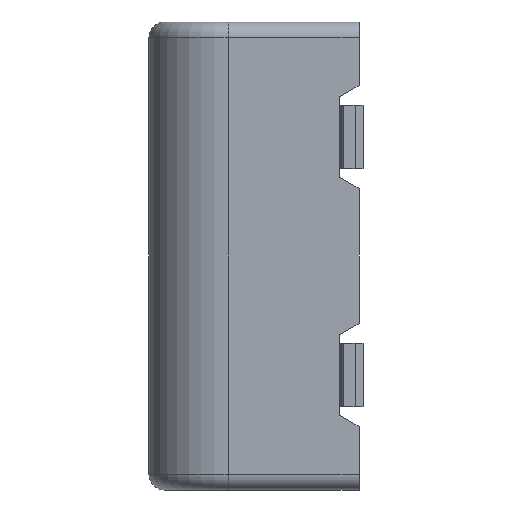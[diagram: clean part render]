
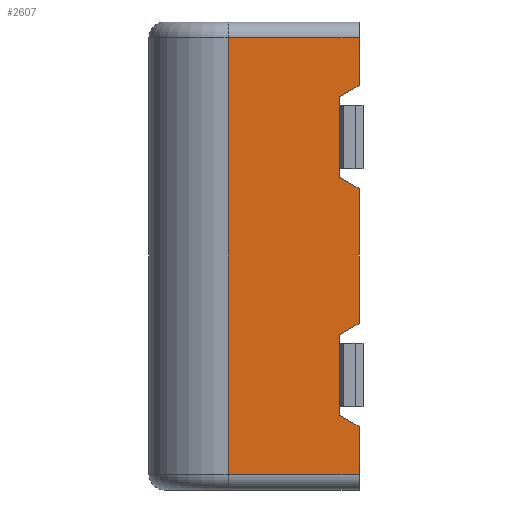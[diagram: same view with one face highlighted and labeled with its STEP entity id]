
A CAD part, left-side view. The second image highlights one B-rep face of the part: STEP entity #2607.
In plain terms, the highlighted planar face has unit normal (-1, 0, 0).
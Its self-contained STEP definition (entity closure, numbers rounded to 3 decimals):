
#40=PLANE('',#2743);
#297=ORIENTED_EDGE('',*,*,#737,.F.);
#298=ORIENTED_EDGE('',*,*,#829,.T.);
#299=ORIENTED_EDGE('',*,*,#825,.T.);
#300=ORIENTED_EDGE('',*,*,#830,.T.);
#301=ORIENTED_EDGE('',*,*,#744,.F.);
#302=ORIENTED_EDGE('',*,*,#820,.T.);
#303=ORIENTED_EDGE('',*,*,#779,.T.);
#304=ORIENTED_EDGE('',*,*,#818,.T.);
#305=ORIENTED_EDGE('',*,*,#742,.F.);
#306=ORIENTED_EDGE('',*,*,#824,.T.);
#307=ORIENTED_EDGE('',*,*,#761,.T.);
#308=ORIENTED_EDGE('',*,*,#822,.T.);
#737=EDGE_CURVE('',#1011,#1012,#1184,.T.);
#742=EDGE_CURVE('',#1016,#1017,#1189,.T.);
#744=EDGE_CURVE('',#1018,#1019,#1191,.T.);
#761=EDGE_CURVE('',#1036,#1035,#1207,.T.);
#779=EDGE_CURVE('',#1054,#1053,#1225,.T.);
#818=EDGE_CURVE('',#1053,#1017,#1246,.T.);
#820=EDGE_CURVE('',#1018,#1054,#1248,.T.);
#822=EDGE_CURVE('',#1035,#1012,#1250,.T.);
#824=EDGE_CURVE('',#1016,#1036,#1252,.T.);
#825=EDGE_CURVE('',#1083,#1084,#1253,.T.);
#829=EDGE_CURVE('',#1011,#1083,#1255,.F.);
#830=EDGE_CURVE('',#1084,#1019,#1256,.T.);
#1011=VERTEX_POINT('',#3518);
#1012=VERTEX_POINT('',#3520);
#1016=VERTEX_POINT('',#3529);
#1017=VERTEX_POINT('',#3531);
#1018=VERTEX_POINT('',#3535);
#1019=VERTEX_POINT('',#3536);
#1035=VERTEX_POINT('',#3569);
#1036=VERTEX_POINT('',#3571);
#1053=VERTEX_POINT('',#3606);
#1054=VERTEX_POINT('',#3608);
#1083=VERTEX_POINT('',#3703);
#1084=VERTEX_POINT('',#3704);
#1184=LINE('',#3519,#1362);
#1189=LINE('',#3530,#1367);
#1191=LINE('',#3534,#1369);
#1207=LINE('',#3570,#1385);
#1225=LINE('',#3607,#1403);
#1246=LINE('',#3691,#1424);
#1248=LINE('',#3694,#1426);
#1250=LINE('',#3697,#1428);
#1252=LINE('',#3700,#1430);
#1253=LINE('',#3702,#1431);
#1255=LINE('',#3711,#1433);
#1256=LINE('',#3712,#1434);
#1362=VECTOR('',#2922,1000.);
#1367=VECTOR('',#2929,1000.);
#1369=VECTOR('',#2933,1000.);
#1385=VECTOR('',#2953,1000.);
#1403=VECTOR('',#2973,1000.);
#1424=VECTOR('',#3038,1000.);
#1426=VECTOR('',#3042,1000.);
#1428=VECTOR('',#3046,1000.);
#1430=VECTOR('',#3050,1000.);
#1431=VECTOR('',#3053,1000.);
#1433=VECTOR('',#3061,1000.);
#1434=VECTOR('',#3062,1000.);
#1556=EDGE_LOOP('',(#297,#298,#299,#300,#301,#302,#303,#304,#305,#306,#307,
#308));
#1678=FACE_BOUND('',#1556,.T.);
#2607=ADVANCED_FACE('',(#1678),#40,.F.);
#2743=AXIS2_PLACEMENT_3D('',#3710,#3059,#3060);
#2922=DIRECTION('',(0.,0.,-1.));
#2929=DIRECTION('',(0.,0.,-1.));
#2933=DIRECTION('',(0.,0.,-1.));
#2953=DIRECTION('',(0.,0.,1.));
#2973=DIRECTION('',(0.,0.,1.));
#3038=DIRECTION('',(0.,-0.866,0.5));
#3042=DIRECTION('',(0.,0.866,0.5));
#3046=DIRECTION('',(0.,-0.866,0.5));
#3050=DIRECTION('',(0.,0.866,0.5));
#3053=DIRECTION('',(0.,0.,-1.));
#3059=DIRECTION('',(1.,0.,0.));
#3060=DIRECTION('',(0.,0.,-1.));
#3061=DIRECTION('',(0.,-1.,0.));
#3062=DIRECTION('',(0.,-1.,0.));
#3518=CARTESIAN_POINT('',(-7.4,0.,5.7));
#3519=CARTESIAN_POINT('',(-7.4,0.,5.9));
#3520=CARTESIAN_POINT('',(-7.4,0.,5.1));
#3529=CARTESIAN_POINT('',(-7.4,0.,3.8));
#3530=CARTESIAN_POINT('',(-7.4,0.,5.9));
#3531=CARTESIAN_POINT('',(-7.4,0.,2.1));
#3534=CARTESIAN_POINT('',(-7.4,0.,5.9));
#3535=CARTESIAN_POINT('',(-7.4,0.,0.8));
#3536=CARTESIAN_POINT('',(-7.4,0.,0.2));
#3569=CARTESIAN_POINT('',(-7.4,0.25,4.956));
#3570=CARTESIAN_POINT('',(-7.4,0.25,3.944));
#3571=CARTESIAN_POINT('',(-7.4,0.25,3.944));
#3606=CARTESIAN_POINT('',(-7.4,0.25,1.956));
#3607=CARTESIAN_POINT('',(-7.4,0.25,0.944));
#3608=CARTESIAN_POINT('',(-7.4,0.25,0.944));
#3691=CARTESIAN_POINT('',(-7.4,0.25,1.956));
#3694=CARTESIAN_POINT('',(-7.4,0.,0.8));
#3697=CARTESIAN_POINT('',(-7.4,0.25,4.956));
#3700=CARTESIAN_POINT('',(-7.4,0.,3.8));
#3702=CARTESIAN_POINT('',(-7.4,1.65,5.9));
#3703=CARTESIAN_POINT('',(-7.4,1.65,5.7));
#3704=CARTESIAN_POINT('',(-7.4,1.65,0.2));
#3710=CARTESIAN_POINT('',(-7.4,1.65,5.9));
#3711=CARTESIAN_POINT('',(-7.4,1.65,5.7));
#3712=CARTESIAN_POINT('',(-7.4,1.65,0.2));
